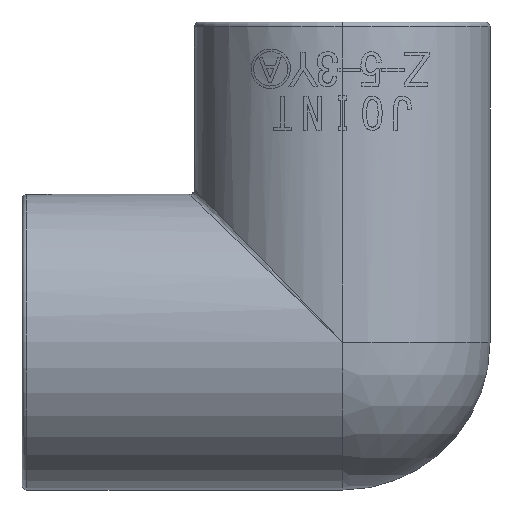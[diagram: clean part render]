
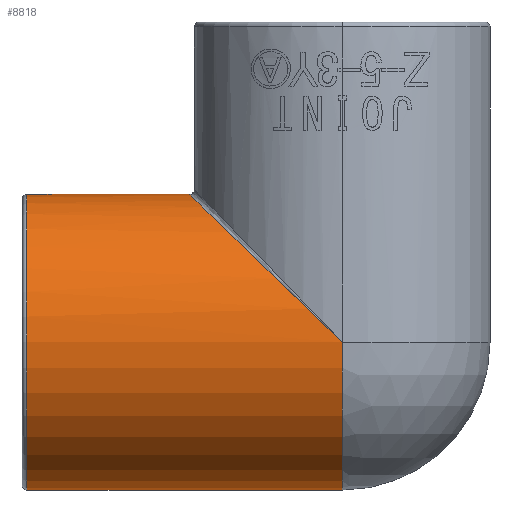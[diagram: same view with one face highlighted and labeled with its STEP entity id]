
A CAD part, left-side view. The second image highlights one B-rep face of the part: STEP entity #8818.
In plain terms, the highlighted cylindrical face has radius 30 mm (diameter 60 mm), a partial arc.
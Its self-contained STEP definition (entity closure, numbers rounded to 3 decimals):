
#124 = CARTESIAN_POINT ( 'NONE',  ( -30., 0., 0. ) ) ;
#352 = ORIENTED_EDGE ( 'NONE', *, *, #11461, .T. ) ;
#432 = CARTESIAN_POINT ( 'NONE',  ( -30., 18.159, 17.574 ) ) ;
#1033 = CARTESIAN_POINT ( 'NONE',  ( 0., 0., 0. ) ) ;
#1066 = VECTOR ( 'NONE', #5545, 1000. ) ;
#1267 = FACE_OUTER_BOUND ( 'NONE', #9792, .T. ) ;
#1445 = DIRECTION ( 'NONE',  ( 0., -1., 0. ) ) ;
#1595 = ORIENTED_EDGE ( 'NONE', *, *, #4064, .T. ) ;
#1948 = DIRECTION ( 'NONE',  ( 0., 0., 1. ) ) ;
#2245 = EDGE_CURVE ( 'NONE', #9034, #9332, #8987, .T. ) ;
#2261 = CARTESIAN_POINT ( 'NONE',  ( 0., 31., 30. ) ) ;
#2631 = AXIS2_PLACEMENT_3D ( 'NONE', #1033, #7460, #1948 ) ;
#2755 = CARTESIAN_POINT ( 'NONE',  ( 0., 64., 30. ) ) ;
#3511 = LINE ( 'NONE', #11012, #1066 ) ;
#3822 = CARTESIAN_POINT ( 'NONE',  ( 0., 31., 30. ) ) ;
#4064 = EDGE_CURVE ( 'NONE', #4819, #10918, #9682, .T. ) ;
#4136 = ORIENTED_EDGE ( 'NONE', *, *, #5437, .F. ) ;
#4290 = DIRECTION ( 'NONE',  ( 0., -1., 0. ) ) ;
#4432 = CARTESIAN_POINT ( 'NONE',  ( 0., 65., 0. ) ) ;
#4819 = VERTEX_POINT ( 'NONE', #10491 ) ;
#5437 = EDGE_CURVE ( 'NONE', #8282, #9332, #3511, .T. ) ;
#5545 = DIRECTION ( 'NONE',  ( 0., -1., 0. ) ) ;
#5856 = AXIS2_PLACEMENT_3D ( 'NONE', #9793, #4290, #10724 ) ;
#5866 = CYLINDRICAL_SURFACE ( 'NONE', #10225, 30. ) ;
#6776 = CARTESIAN_POINT ( 'NONE',  ( 0., 65., -30. ) ) ;
#6860 = CARTESIAN_POINT ( 'NONE',  ( -30., 0., 0. ) ) ;
#7460 = DIRECTION ( 'NONE',  ( 0., 1., 0. ) ) ;
#7787 = CARTESIAN_POINT ( 'NONE',  ( -17.574, 31., 30. ) ) ;
#8140 = DIRECTION ( 'NONE',  ( 0., -1., 0. ) ) ;
#8282 = VERTEX_POINT ( 'NONE', #2755 ) ;
#8779 = CIRCLE ( 'NONE', #2631, 30. ) ;
#8818 = ADVANCED_FACE ( 'NONE', ( #1267 ), #5866, .T. ) ;
#8987 =( BOUNDED_CURVE ( )  B_SPLINE_CURVE ( 3, ( #6860, #432, #7787, #2261 ),
 .UNSPECIFIED., .F., .T. ) 
 B_SPLINE_CURVE_WITH_KNOTS ( ( 4, 4 ),
 ( 1.571, 3.142 ),
 .UNSPECIFIED. ) 
 CURVE ( )  GEOMETRIC_REPRESENTATION_ITEM ( )  RATIONAL_B_SPLINE_CURVE ( ( 1., 0.805, 0.805, 1. ) ) 
 REPRESENTATION_ITEM ( '' )  );
#9034 = VERTEX_POINT ( 'NONE', #124 ) ;
#9332 = VERTEX_POINT ( 'NONE', #3822 ) ;
#9393 = VECTOR ( 'NONE', #1445, 1000. ) ;
#9682 = LINE ( 'NONE', #6776, #9393 ) ;
#9781 = EDGE_CURVE ( 'NONE', #8282, #4819, #10151, .T. ) ;
#9792 = EDGE_LOOP ( 'NONE', ( #4136, #10615, #1595, #352, #11731 ) ) ;
#9793 = CARTESIAN_POINT ( 'NONE',  ( 0., 64., 0. ) ) ;
#10072 = CARTESIAN_POINT ( 'NONE',  ( 0., 0., -30. ) ) ;
#10151 = CIRCLE ( 'NONE', #5856, 30. ) ;
#10225 = AXIS2_PLACEMENT_3D ( 'NONE', #4432, #8140, #10876 ) ;
#10491 = CARTESIAN_POINT ( 'NONE',  ( 0., 64., -30. ) ) ;
#10615 = ORIENTED_EDGE ( 'NONE', *, *, #9781, .T. ) ;
#10724 = DIRECTION ( 'NONE',  ( 0., 0., 1. ) ) ;
#10876 = DIRECTION ( 'NONE',  ( 0., 0., -1. ) ) ;
#10918 = VERTEX_POINT ( 'NONE', #10072 ) ;
#11012 = CARTESIAN_POINT ( 'NONE',  ( 0., 65., 30. ) ) ;
#11461 = EDGE_CURVE ( 'NONE', #10918, #9034, #8779, .T. ) ;
#11731 = ORIENTED_EDGE ( 'NONE', *, *, #2245, .T. ) ;
